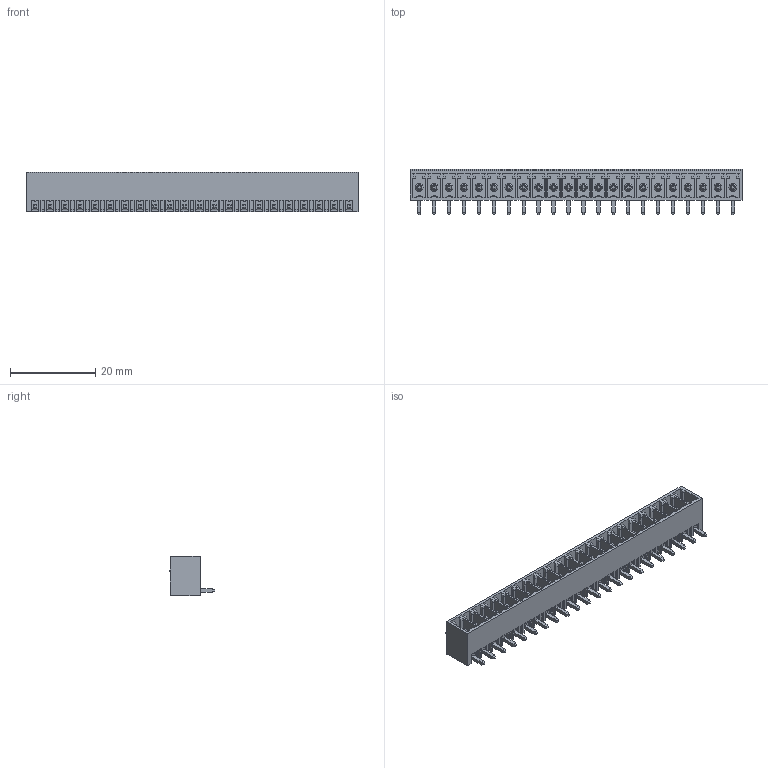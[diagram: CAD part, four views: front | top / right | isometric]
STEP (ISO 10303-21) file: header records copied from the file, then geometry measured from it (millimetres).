
FILE_DESCRIPTION(('STEP AP214'),'1');
FILE_NAME('PV22-3,5-H-P.stp','2018-11-29T15:02:29',(' '),(' '),'Spatial InterOp 3D',' ',' ');
FILE_SCHEMA(('AUTOMOTIVE_DESIGN { 1 0 10303 214 1 1 1 1 }'));
Length unit declared in the file: metre
Products named in the file (1): 1
Bounding box: 77.8 x 10.65 x 9.2 mm (x, y, z)
Volume: 2643.6 mm3; surface area: 6583.9 mm2
Topology: 1 solids, 1 shells, 1325 faces, 3507 edges, 2250 vertices
Faces by surface type: plane 1214, cylinder 67, cone 22, torus 22
Full cylindrical faces by diameter (mm): 1.8 x22
Entity records: 50210 total; most frequent: CARTESIAN_POINT 7127, ORIENTED_EDGE 6882, DIRECTION 6227, EDGE_CURVE 3441, LINE 3219, VECTOR 3219, VERTEX_POINT 2228, AXIS2_PLACEMENT_3D 1504
